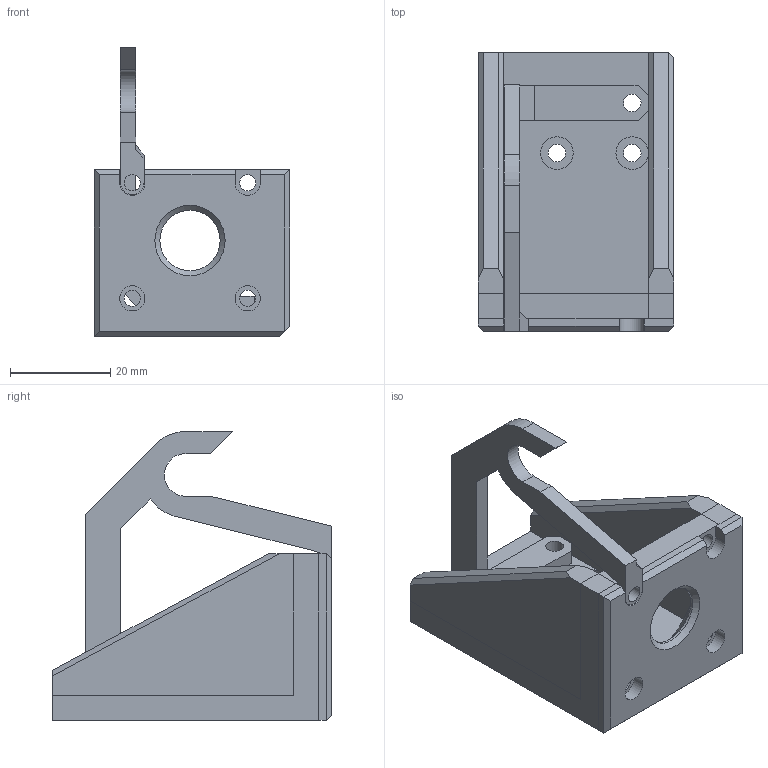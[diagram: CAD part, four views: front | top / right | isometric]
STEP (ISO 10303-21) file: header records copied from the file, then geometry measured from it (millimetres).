
FILE_DESCRIPTION(/* description */ (''),/* implementation_level */ '2;1');
FILE_NAME(/* name */ 'ActuatorArm.step',/* time_stamp */ '2022-02-27T17:02:47+01:00',/* author */ (''),/* organization */ (''),/* preprocessor_version */ 'ST-DEVELOPER v18.1',/* originating_system */ 'Autodesk Translation Framework v10.13.0.1454',/* authorisation */ '');
FILE_SCHEMA (('AUTOMOTIVE_DESIGN { 1 0 10303 214 3 1 1 }'));
Length unit declared in the file: millimetre
Products named in the file (2): FeederPuller; LeftXGantry
Assembly tree (1 placements, depth 2):
  FeederPuller
    LeftXGantry
Bounding box: 39 x 55.5 x 57.54 mm (x, y, z)
Volume: 26318.8 mm3; surface area: 13897.8 mm2
Topology: 2 solids, 2 shells, 109 faces, 262 edges, 164 vertices
Faces by surface type: plane 82, cylinder 24, cone 3
Full cylindrical faces by diameter (mm): 3.25 x5, 3.5 x5, 5 x2, 6.5 x4, 12 x1, 23 x1
Entity records: 3216 total; most frequent: CARTESIAN_POINT 538, DIRECTION 537, ORIENTED_EDGE 524, EDGE_CURVE 262, LINE 211, VECTOR 211, VERTEX_POINT 164, AXIS2_PLACEMENT_3D 163
